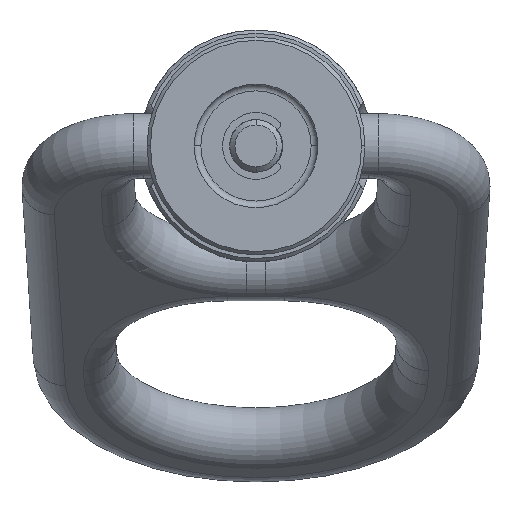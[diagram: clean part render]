
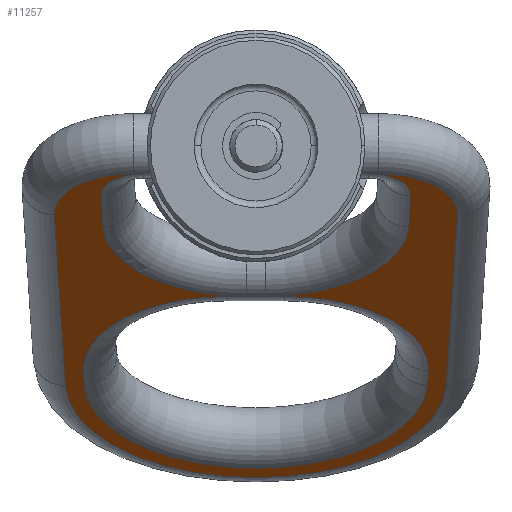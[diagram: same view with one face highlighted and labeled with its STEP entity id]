
A CAD part, front view. The second image highlights one B-rep face of the part: STEP entity #11257.
In plain terms, the highlighted planar face has unit normal (0, -0.5, -0.866).
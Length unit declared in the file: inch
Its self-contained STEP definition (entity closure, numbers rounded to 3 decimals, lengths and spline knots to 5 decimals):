
#6450=DIRECTION('',(0.033,0.866,-0.5));
#6451=VECTOR('',#6450,0.56015);
#6452=CARTESIAN_POINT('',(-1.38979,0.51239,
-0.44738));
#6453=LINE('',#6452,#6451);
#6679=CARTESIAN_POINT('',(-0.08211,0.96058,
-0.70615));
#6680=DIRECTION('',(0.,-0.5,-0.866));
#6681=DIRECTION('',(-0.999,0.028,-0.016));
#6682=AXIS2_PLACEMENT_3D('',#6679,#6680,#6681);
#7156=DIRECTION('',(1.,0.,0.));
#7157=VECTOR('',#7156,0.17623);
#7158=CARTESIAN_POINT('',(-0.25834,2.07776,
-1.35115));
#7159=LINE('',#7158,#7157);
#7170=DIRECTION('',(1.,0.,0.));
#7171=VECTOR('',#7170,0.17623);
#7172=CARTESIAN_POINT('',(0.08211,2.07776,
-1.35115));
#7173=LINE('',#7172,#7171);
#7246=CARTESIAN_POINT('',(-0.25834,3.19493,
-1.99615));
#7247=DIRECTION('',(0.,0.5,0.866));
#7248=DIRECTION('',(-0.999,0.028,-0.016));
#7249=AXIS2_PLACEMENT_3D('',#7246,#7247,#7248);
#7269=DIRECTION('',(-0.033,-0.866,0.5));
#7270=VECTOR('',#7269,0.25834);
#7271=CARTESIAN_POINT('',(-1.53917,3.45519,
-2.14641));
#7272=LINE('',#7271,#7270);
#7331=CARTESIAN_POINT('',(0.,3.41144,-2.12115));
#7332=DIRECTION('',(0.,0.5,0.866));
#7333=DIRECTION('',(0.999,0.028,-0.016));
#7334=AXIS2_PLACEMENT_3D('',#7331,#7332,#7333);
#7354=DIRECTION('',(-0.033,0.866,-0.5));
#7355=VECTOR('',#7354,0.25834);
#7356=CARTESIAN_POINT('',(1.54765,3.23158,-2.01731));
#7357=LINE('',#7356,#7355);
#7416=CARTESIAN_POINT('',(0.25834,3.19493,
-1.99615));
#7417=DIRECTION('',(0.,0.5,0.866));
#7418=DIRECTION('',(0.,-0.866,0.5));
#7419=AXIS2_PLACEMENT_3D('',#7416,#7417,#7418);
#7424=CARTESIAN_POINT('',(-1.01,0.50159,-0.44115));
#7425=DIRECTION('',(0.,-0.5,-0.866));
#7426=DIRECTION('',(0.,-0.866,0.5));
#7427=AXIS2_PLACEMENT_3D('',#7424,#7425,#7426);
#7734=DIRECTION('',(-1.,0.,0.));
#7735=VECTOR('',#7734,0.08999);
#7736=CARTESIAN_POINT('',(-1.01,0.1725,
-0.25115));
#7737=LINE('',#7736,#7735);
#7810=CARTESIAN_POINT('',(-1.1,0.78738,-0.60615));
#7811=DIRECTION('',(0.,-0.5,-0.866));
#7812=DIRECTION('',(0.,-0.866,0.5));
#7813=AXIS2_PLACEMENT_3D('',#7810,#7811,#7812);
#7833=DIRECTION('',(0.033,0.866,-0.5));
#7834=VECTOR('',#7833,3.06444);
#7835=CARTESIAN_POINT('',(-1.80962,0.80756,
-0.6178));
#7836=LINE('',#7835,#7834);
#7895=CARTESIAN_POINT('',(0.,3.41144,-2.12115));
#7896=DIRECTION('',(0.,-0.5,-0.866));
#7897=DIRECTION('',(-0.999,0.028,-0.016));
#7898=AXIS2_PLACEMENT_3D('',#7895,#7896,#7897);
#7918=DIRECTION('',(0.033,-0.866,0.5));
#7919=VECTOR('',#7918,3.06444);
#7920=CARTESIAN_POINT('',(1.70908,3.46002,-2.1492));
#7921=LINE('',#7920,#7919);
#7980=CARTESIAN_POINT('',(1.1,0.78738,-0.60615));
#7981=DIRECTION('',(0.,-0.5,-0.866));
#7982=DIRECTION('',(0.999,0.028,-0.016));
#7983=AXIS2_PLACEMENT_3D('',#7980,#7981,#7982);
#8010=DIRECTION('',(-1.,0.,0.));
#8011=VECTOR('',#8010,0.09);
#8012=CARTESIAN_POINT('',(1.09999,0.1725,
-0.25115));
#8013=LINE('',#8012,#8011);
#8311=CARTESIAN_POINT('',(1.01,0.50159,-0.44115));
#8312=DIRECTION('',(0.,-0.5,-0.866));
#8313=DIRECTION('',(0.999,0.028,-0.016));
#8314=AXIS2_PLACEMENT_3D('',#8311,#8312,#8313);
#8335=DIRECTION('',(0.033,-0.866,0.5));
#8336=VECTOR('',#8335,0.56015);
#8337=CARTESIAN_POINT('',(1.37142,0.99723,
-0.72731));
#8338=LINE('',#8337,#8336);
#8357=CARTESIAN_POINT('',(0.08211,0.96058,
-0.70615));
#8358=DIRECTION('',(0.,-0.5,-0.866));
#8359=DIRECTION('',(0.,0.866,-0.5));
#8360=AXIS2_PLACEMENT_3D('',#8357,#8358,#8359);
#9651=CARTESIAN_POINT('',(1.3898,0.51239,
-0.44738));
#9652=CARTESIAN_POINT('',(1.01,0.1725,-0.25115));
#9653=VERTEX_POINT('',#9651);
#9654=VERTEX_POINT('',#9652);
#9659=CARTESIAN_POINT('',(1.37142,0.99723,
-0.72731));
#9660=VERTEX_POINT('',#9659);
#9663=CARTESIAN_POINT('',(0.08211,2.07776,
-1.35115));
#9664=VERTEX_POINT('',#9663);
#9667=CARTESIAN_POINT('',(-1.37142,0.99724,
-0.72731));
#9668=CARTESIAN_POINT('',(-0.08211,2.07776,
-1.35115));
#9669=VERTEX_POINT('',#9667);
#9670=VERTEX_POINT('',#9668);
#9671=CARTESIAN_POINT('',(-1.38979,0.51239,
-0.44738));
#9672=VERTEX_POINT('',#9671);
#9673=CARTESIAN_POINT('',(-1.01,0.1725,-0.25115));
#9674=VERTEX_POINT('',#9673);
#9686=CARTESIAN_POINT('',(-1.53917,3.45519,
-2.14641));
#9687=CARTESIAN_POINT('',(-1.54765,3.23158,
-2.01731));
#9688=VERTEX_POINT('',#9686);
#9689=VERTEX_POINT('',#9687);
#9692=CARTESIAN_POINT('',(-0.25834,2.07776,
-1.35115));
#9693=VERTEX_POINT('',#9692);
#9698=CARTESIAN_POINT('',(0.25834,2.07776,
-1.35115));
#9699=CARTESIAN_POINT('',(1.54765,3.23158,-2.01731));
#9700=VERTEX_POINT('',#9698);
#9701=VERTEX_POINT('',#9699);
#9704=CARTESIAN_POINT('',(1.53917,3.45519,-2.14641));
#9705=VERTEX_POINT('',#9704);
#9710=CARTESIAN_POINT('',(1.80962,0.80755,
-0.61779));
#9711=CARTESIAN_POINT('',(1.1,0.1725,-0.25115));
#9712=VERTEX_POINT('',#9710);
#9713=VERTEX_POINT('',#9711);
#9716=CARTESIAN_POINT('',(1.70908,3.46002,-2.1492));
#9717=VERTEX_POINT('',#9716);
#9720=CARTESIAN_POINT('',(-1.70908,3.46002,
-2.1492));
#9721=VERTEX_POINT('',#9720);
#9724=CARTESIAN_POINT('',(-1.80962,0.80756,
-0.6178));
#9725=VERTEX_POINT('',#9724);
#9728=CARTESIAN_POINT('',(-1.1,0.1725,-0.25115));
#9729=VERTEX_POINT('',#9728);
#11219=CARTESIAN_POINT('',(0.,3.41144,-2.12115));
#11220=DIRECTION('',(0.,0.5,0.866));
#11221=DIRECTION('',(1.,0.,0.));
#11222=AXIS2_PLACEMENT_3D('',#11219,#11220,#11221);
#11223=PLANE('',#11222);
#11225=ORIENTED_EDGE('',*,*,#11224,.T.);
#11226=ORIENTED_EDGE('',*,*,#10558,.T.);
#11227=ORIENTED_EDGE('',*,*,#10732,.T.);
#11228=ORIENTED_EDGE('',*,*,#11138,.F.);
#11229=ORIENTED_EDGE('',*,*,#11158,.F.);
#11230=ORIENTED_EDGE('',*,*,#11172,.F.);
#11231=ORIENTED_EDGE('',*,*,#11186,.F.);
#11232=ORIENTED_EDGE('',*,*,#11200,.F.);
#11233=ORIENTED_EDGE('',*,*,#11213,.F.);
#11234=ORIENTED_EDGE('',*,*,#11141,.F.);
#11236=ORIENTED_EDGE('',*,*,#11235,.T.);
#11238=ORIENTED_EDGE('',*,*,#11237,.T.);
#11240=ORIENTED_EDGE('',*,*,#11239,.T.);
#11242=ORIENTED_EDGE('',*,*,#11241,.F.);
#11244=ORIENTED_EDGE('',*,*,#11243,.F.);
#11246=ORIENTED_EDGE('',*,*,#11245,.F.);
#11248=ORIENTED_EDGE('',*,*,#11247,.F.);
#11250=ORIENTED_EDGE('',*,*,#11249,.F.);
#11252=ORIENTED_EDGE('',*,*,#11251,.F.);
#11254=ORIENTED_EDGE('',*,*,#11253,.F.);
#11255=EDGE_LOOP('',(#11225,#11226,#11227,#11228,#11229,#11230,#11231,#11232,
#11233,#11234,#11236,#11238,#11240,#11242,#11244,#11246,#11248,#11250,#11252,
#11254));
#11256=FACE_OUTER_BOUND('',#11255,.F.);
#6683=CIRCLE('',#6682,1.29);
#7250=CIRCLE('',#7249,1.29);
#7335=CIRCLE('',#7334,1.54);
#7420=CIRCLE('',#7419,1.29);
#7428=CIRCLE('',#7427,0.38);
#7814=CIRCLE('',#7813,0.71);
#7899=CIRCLE('',#7898,1.71);
#7984=CIRCLE('',#7983,0.71);
#8315=CIRCLE('',#8314,0.38);
#8361=CIRCLE('',#8360,1.29);
#10558=EDGE_CURVE('',#9672,#9669,#6453,.T.);
#10732=EDGE_CURVE('',#9669,#9670,#6683,.T.);
#11138=EDGE_CURVE('',#9693,#9670,#7159,.T.);
#11141=EDGE_CURVE('',#9664,#9700,#7173,.T.);
#11158=EDGE_CURVE('',#9689,#9693,#7250,.T.);
#11172=EDGE_CURVE('',#9688,#9689,#7272,.T.);
#11186=EDGE_CURVE('',#9705,#9688,#7335,.T.);
#11200=EDGE_CURVE('',#9701,#9705,#7357,.T.);
#11213=EDGE_CURVE('',#9700,#9701,#7420,.T.);
#11224=EDGE_CURVE('',#9674,#9672,#7428,.T.);
#11235=EDGE_CURVE('',#9664,#9660,#8361,.T.);
#11237=EDGE_CURVE('',#9660,#9653,#8338,.T.);
#11239=EDGE_CURVE('',#9653,#9654,#8315,.T.);
#11241=EDGE_CURVE('',#9713,#9654,#8013,.T.);
#11243=EDGE_CURVE('',#9712,#9713,#7984,.T.);
#11245=EDGE_CURVE('',#9717,#9712,#7921,.T.);
#11247=EDGE_CURVE('',#9721,#9717,#7899,.T.);
#11249=EDGE_CURVE('',#9725,#9721,#7836,.T.);
#11251=EDGE_CURVE('',#9729,#9725,#7814,.T.);
#11253=EDGE_CURVE('',#9674,#9729,#7737,.T.);
#11257=ADVANCED_FACE('',(#11256),#11223,.F.);
